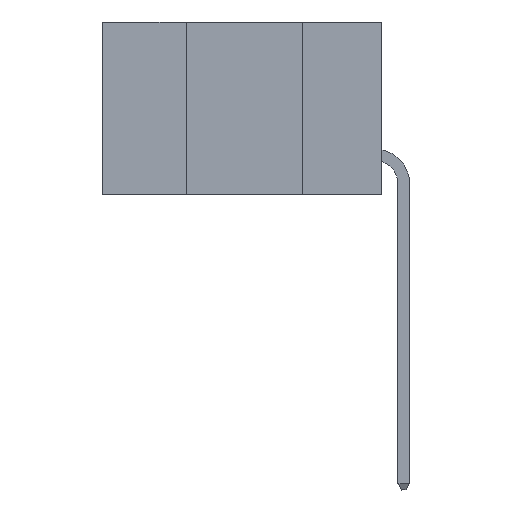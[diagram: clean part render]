
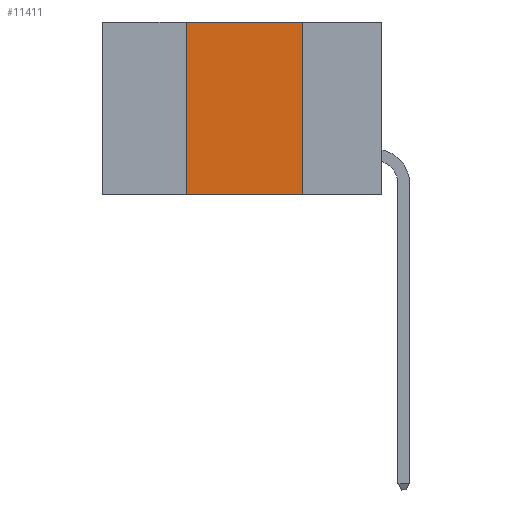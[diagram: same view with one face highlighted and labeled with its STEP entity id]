
A CAD part, left-side view. The second image highlights one B-rep face of the part: STEP entity #11411.
In plain terms, the highlighted planar face has unit normal (-1, 0, 0).
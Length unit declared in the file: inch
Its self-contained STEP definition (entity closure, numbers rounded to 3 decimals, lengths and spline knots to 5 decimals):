
#549 = EDGE_CURVE ( 'NONE', #17300, #14671, #9623, .T. ) ;
#708 = VERTEX_POINT ( 'NONE', #4547 ) ;
#970 = LINE ( 'NONE', #12200, #16477 ) ;
#1101 = EDGE_CURVE ( 'NONE', #19258, #17300, #6529, .T. ) ;
#1184 = DIRECTION ( 'NONE',  ( 0., 0., -1. ) ) ;
#1918 = EDGE_CURVE ( 'NONE', #708, #14671, #11892, .T. ) ;
#4547 = CARTESIAN_POINT ( 'NONE',  ( 0., 0.42, -0.37 ) ) ;
#4596 = ORIENTED_EDGE ( 'NONE', *, *, #1918, .T. ) ;
#4768 = CARTESIAN_POINT ( 'NONE',  ( 0., 0.42, 0. ) ) ;
#5785 = VECTOR ( 'NONE', #18530, 39.37008 ) ;
#6253 = DIRECTION ( 'NONE',  ( 1., 0., 0. ) ) ;
#6529 = LINE ( 'NONE', #13086, #12406 ) ;
#7009 = EDGE_LOOP ( 'NONE', ( #13877, #17176, #7498, #4596 ) ) ;
#7498 = ORIENTED_EDGE ( 'NONE', *, *, #14765, .F. ) ;
#7774 = DIRECTION ( 'NONE',  ( 0., 0., 1. ) ) ;
#7969 = CARTESIAN_POINT ( 'NONE',  ( 0., 0.6, -0.37 ) ) ;
#9623 = LINE ( 'NONE', #19197, #17148 ) ;
#9977 = DIRECTION ( 'NONE',  ( 0., -1., 0. ) ) ;
#10308 = PLANE ( 'NONE',  #15260 ) ;
#10699 = CARTESIAN_POINT ( 'NONE',  ( 0., 0.17, -0.37 ) ) ;
#10982 = FACE_OUTER_BOUND ( 'NONE', #7009, .T. ) ;
#11411 = ADVANCED_FACE ( 'NONE', ( #10982 ), #10308, .F. ) ;
#11581 = CARTESIAN_POINT ( 'NONE',  ( 0., 0.17, 0. ) ) ;
#11892 = LINE ( 'NONE', #7969, #5785 ) ;
#12200 = CARTESIAN_POINT ( 'NONE',  ( 0., 0.42, 0. ) ) ;
#12406 = VECTOR ( 'NONE', #9977, 39.37008 ) ;
#13086 = CARTESIAN_POINT ( 'NONE',  ( 0., 0.6, 0. ) ) ;
#13877 = ORIENTED_EDGE ( 'NONE', *, *, #549, .F. ) ;
#14671 = VERTEX_POINT ( 'NONE', #10699 ) ;
#14765 = EDGE_CURVE ( 'NONE', #708, #19258, #970, .T. ) ;
#15260 = AXIS2_PLACEMENT_3D ( 'NONE', #19259, #6253, #16302 ) ;
#16302 = DIRECTION ( 'NONE',  ( 0., 0., -1. ) ) ;
#16477 = VECTOR ( 'NONE', #7774, 39.37008 ) ;
#17148 = VECTOR ( 'NONE', #1184, 39.37008 ) ;
#17176 = ORIENTED_EDGE ( 'NONE', *, *, #1101, .F. ) ;
#17300 = VERTEX_POINT ( 'NONE', #11581 ) ;
#18530 = DIRECTION ( 'NONE',  ( 0., -1., 0. ) ) ;
#19197 = CARTESIAN_POINT ( 'NONE',  ( 0., 0.17, 0. ) ) ;
#19258 = VERTEX_POINT ( 'NONE', #4768 ) ;
#19259 = CARTESIAN_POINT ( 'NONE',  ( 0., 0.6, 0. ) ) ;
